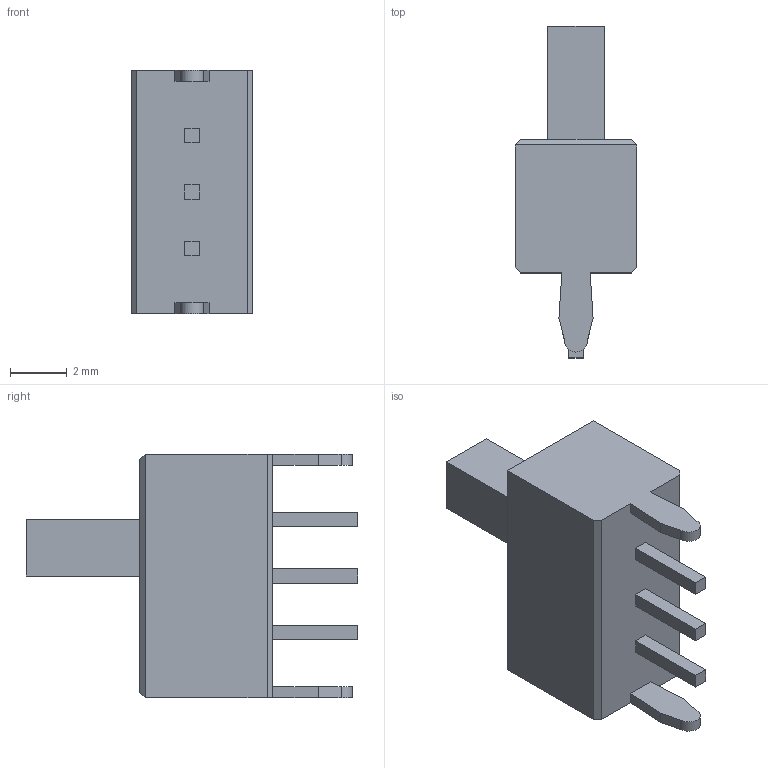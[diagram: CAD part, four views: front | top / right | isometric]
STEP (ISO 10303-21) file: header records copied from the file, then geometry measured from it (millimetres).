
FILE_DESCRIPTION(/* description */ (''),/* implementation_level */ '2;1');
FILE_NAME(/* name */ 'SS-12D07-VG_v2.step',/* time_stamp */ '2019-03-18T15:44:54+11:00',/* author */ ('jonno.tathra'),/* organization */ (''),/* preprocessor_version */ 'ST-DEVELOPER v17.2',/* originating_system */ 'Autodesk Translation Framework v7.6.0.251',/* authorisation */ '');
FILE_SCHEMA (('AUTOMOTIVE_DESIGN { 1 0 10303 214 3 1 1 }'));
Length unit declared in the file: millimetre
Products named in the file (1): SS-12D07-VG
Bounding box: 4.3 x 11.7 x 8.6 mm (x, y, z)
Volume: 189.5 mm3; surface area: 285.7 mm2
Topology: 6 solids, 6 shells, 55 faces, 122 edges, 80 vertices
Faces by surface type: plane 53, cylinder 2
Entity records: 1530 total; most frequent: CARTESIAN_POINT 258, ORIENTED_EDGE 244, DIRECTION 238, EDGE_CURVE 122, LINE 118, VECTOR 118, VERTEX_POINT 80, AXIS2_PLACEMENT_3D 60
